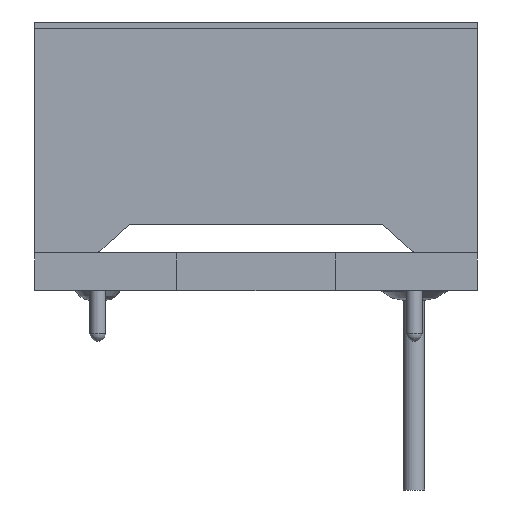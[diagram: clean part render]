
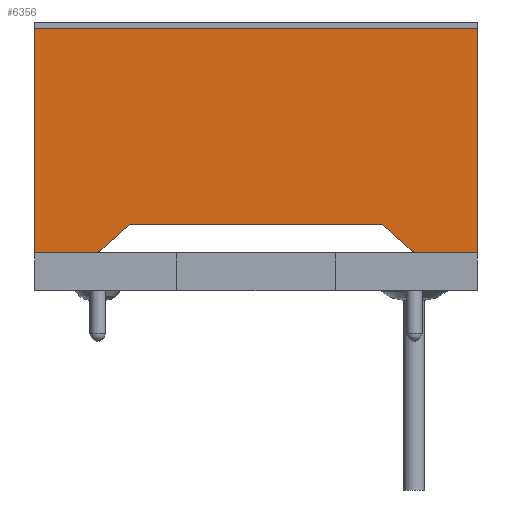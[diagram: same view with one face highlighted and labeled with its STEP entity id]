
A CAD part, left-side view. The second image highlights one B-rep face of the part: STEP entity #6356.
In plain terms, the highlighted planar face has unit normal (-1, 0, 0).
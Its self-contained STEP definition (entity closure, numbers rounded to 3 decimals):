
#396=FACE_OUTER_BOUND('',#764,.T.);
#764=EDGE_LOOP('',(#4792,#4793,#4794,#4795,#4796,#4797,#4798,#4799));
#1356=LINE('',#9358,#2164);
#1359=LINE('',#9364,#2167);
#1360=LINE('',#9366,#2168);
#1361=LINE('',#9368,#2169);
#1362=LINE('',#9370,#2170);
#1363=LINE('',#9372,#2171);
#1364=LINE('',#9374,#2172);
#1365=LINE('',#9375,#2173);
#2164=VECTOR('',#7620,10.);
#2167=VECTOR('',#7625,10.);
#2168=VECTOR('',#7626,10.);
#2169=VECTOR('',#7627,10.);
#2170=VECTOR('',#7628,10.);
#2171=VECTOR('',#7629,10.);
#2172=VECTOR('',#7630,10.);
#2173=VECTOR('',#7631,10.);
#2868=VERTEX_POINT('',#9354);
#2870=VERTEX_POINT('',#9357);
#2872=VERTEX_POINT('',#9363);
#2873=VERTEX_POINT('',#9365);
#2874=VERTEX_POINT('',#9367);
#2875=VERTEX_POINT('',#9369);
#2876=VERTEX_POINT('',#9371);
#2877=VERTEX_POINT('',#9373);
#3570=EDGE_CURVE('',#2870,#2868,#1356,.T.);
#3573=EDGE_CURVE('',#2872,#2868,#1359,.T.);
#3574=EDGE_CURVE('',#2873,#2872,#1360,.T.);
#3575=EDGE_CURVE('',#2873,#2874,#1361,.T.);
#3576=EDGE_CURVE('',#2874,#2875,#1362,.T.);
#3577=EDGE_CURVE('',#2875,#2876,#1363,.T.);
#3578=EDGE_CURVE('',#2877,#2876,#1364,.T.);
#3579=EDGE_CURVE('',#2877,#2870,#1365,.T.);
#4792=ORIENTED_EDGE('',*,*,#3570,.T.);
#4793=ORIENTED_EDGE('',*,*,#3573,.F.);
#4794=ORIENTED_EDGE('',*,*,#3574,.F.);
#4795=ORIENTED_EDGE('',*,*,#3575,.T.);
#4796=ORIENTED_EDGE('',*,*,#3576,.T.);
#4797=ORIENTED_EDGE('',*,*,#3577,.T.);
#4798=ORIENTED_EDGE('',*,*,#3578,.F.);
#4799=ORIENTED_EDGE('',*,*,#3579,.T.);
#6051=PLANE('',#6726);
#6356=ADVANCED_FACE('',(#396),#6051,.T.);
#6726=AXIS2_PLACEMENT_3D('',#9362,#7623,#7624);
#7620=DIRECTION('',(0.,1.,0.));
#7623=DIRECTION('center_axis',(-1.,0.,0.));
#7624=DIRECTION('ref_axis',(0.,-1.,0.));
#7625=DIRECTION('',(0.,0.,1.));
#7626=DIRECTION('',(0.,1.,0.));
#7627=DIRECTION('',(0.,-0.743,0.669));
#7628=DIRECTION('',(0.,-1.,0.));
#7629=DIRECTION('',(0.,-0.743,-0.669));
#7630=DIRECTION('',(0.,1.,0.));
#7631=DIRECTION('',(0.,0.,1.));
#9354=CARTESIAN_POINT('',(-11.25,7.,7.1));
#9357=CARTESIAN_POINT('',(-11.25,-7.,7.1));
#9358=CARTESIAN_POINT('',(-11.25,3.5,7.1));
#9362=CARTESIAN_POINT('Origin',(-11.25,7.,0.));
#9363=CARTESIAN_POINT('',(-11.25,7.,0.));
#9364=CARTESIAN_POINT('',(-11.25,7.,0.));
#9365=CARTESIAN_POINT('',(-11.25,5.,0.));
#9366=CARTESIAN_POINT('',(-11.25,-7.,0.));
#9367=CARTESIAN_POINT('',(-11.25,4.,0.9));
#9368=CARTESIAN_POINT('',(-11.25,5.552,-0.497));
#9369=CARTESIAN_POINT('',(-11.25,-4.,0.9));
#9370=CARTESIAN_POINT('',(-11.25,5.5,0.9));
#9371=CARTESIAN_POINT('',(-11.25,-5.,0.));
#9372=CARTESIAN_POINT('',(-11.25,-1.185,3.433));
#9373=CARTESIAN_POINT('',(-11.25,-7.,0.));
#9374=CARTESIAN_POINT('',(-11.25,-7.,0.));
#9375=CARTESIAN_POINT('',(-11.25,-7.,0.));
